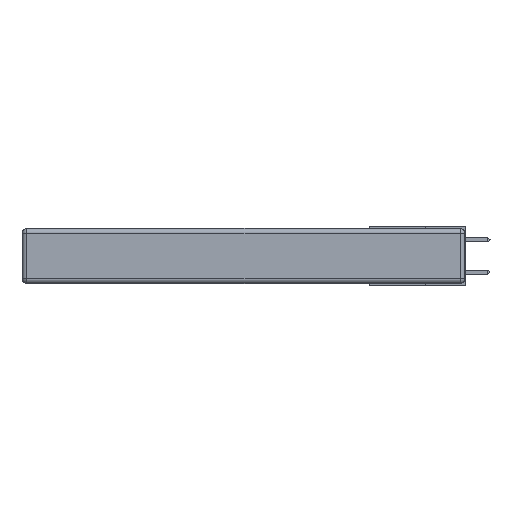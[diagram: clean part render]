
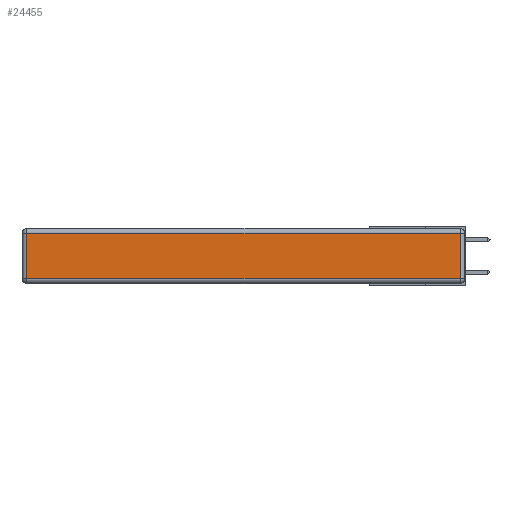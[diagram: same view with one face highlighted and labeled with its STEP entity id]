
A CAD part, left-side view. The second image highlights one B-rep face of the part: STEP entity #24455.
In plain terms, the highlighted planar face has unit normal (-1, 0, 0).
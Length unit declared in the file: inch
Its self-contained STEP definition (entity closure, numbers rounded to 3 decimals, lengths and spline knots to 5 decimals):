
#2333 = DIRECTION ( 'NONE',  ( 0., 0., 1. ) ) ;
#4116 = DIRECTION ( 'NONE',  ( 0., -1., 0. ) ) ;
#4741 = CARTESIAN_POINT ( 'NONE',  ( 0., 2.72, -0.03 ) ) ;
#6102 = LINE ( 'NONE', #6161, #7871 ) ;
#6161 = CARTESIAN_POINT ( 'NONE',  ( 0., 2.75, -0.03 ) ) ;
#7133 = CARTESIAN_POINT ( 'NONE',  ( 0., 0.03, -0.313 ) ) ;
#7163 = CARTESIAN_POINT ( 'NONE',  ( 0., 0.03, -0.03 ) ) ;
#7281 = CARTESIAN_POINT ( 'NONE',  ( 0., 2.72, -0.343 ) ) ;
#7632 = ORIENTED_EDGE ( 'NONE', *, *, #19865, .T. ) ;
#7871 = VECTOR ( 'NONE', #17585, 39.37008 ) ;
#12304 = VECTOR ( 'NONE', #2333, 39.37008 ) ;
#14299 = DIRECTION ( 'NONE',  ( 0., 0., 1. ) ) ;
#14414 = CARTESIAN_POINT ( 'NONE',  ( 0., 0., -0.343 ) ) ;
#14528 = PLANE ( 'NONE',  #28856 ) ;
#15882 = EDGE_LOOP ( 'NONE', ( #7632, #19766, #24971, #22311 ) ) ;
#16628 = VECTOR ( 'NONE', #32240, 39.37008 ) ;
#17585 = DIRECTION ( 'NONE',  ( 0., 1., 0. ) ) ;
#18521 = EDGE_CURVE ( 'NONE', #24554, #33182, #19732, .T. ) ;
#18700 = EDGE_CURVE ( 'NONE', #32391, #24819, #24509, .T. ) ;
#19732 = LINE ( 'NONE', #21681, #12304 ) ;
#19766 = ORIENTED_EDGE ( 'NONE', *, *, #18521, .T. ) ;
#19865 = EDGE_CURVE ( 'NONE', #24819, #24554, #27885, .T. ) ;
#21681 = CARTESIAN_POINT ( 'NONE',  ( 0., 0.03, -0.343 ) ) ;
#22311 = ORIENTED_EDGE ( 'NONE', *, *, #18700, .T. ) ;
#24455 = ADVANCED_FACE ( 'NONE', ( #33118 ), #14528, .T. ) ;
#24509 = LINE ( 'NONE', #7281, #16628 ) ;
#24554 = VERTEX_POINT ( 'NONE', #7133 ) ;
#24819 = VERTEX_POINT ( 'NONE', #24852 ) ;
#24852 = CARTESIAN_POINT ( 'NONE',  ( 0., 2.72, -0.313 ) ) ;
#24971 = ORIENTED_EDGE ( 'NONE', *, *, #33502, .T. ) ;
#27477 = VECTOR ( 'NONE', #4116, 39.37008 ) ;
#27885 = LINE ( 'NONE', #31875, #27477 ) ;
#28856 = AXIS2_PLACEMENT_3D ( 'NONE', #14414, #31018, #14299 ) ;
#31018 = DIRECTION ( 'NONE',  ( -1., 0., 0. ) ) ;
#31875 = CARTESIAN_POINT ( 'NONE',  ( 0., 0., -0.313 ) ) ;
#32240 = DIRECTION ( 'NONE',  ( 0., 0., -1. ) ) ;
#32391 = VERTEX_POINT ( 'NONE', #4741 ) ;
#33118 = FACE_OUTER_BOUND ( 'NONE', #15882, .T. ) ;
#33182 = VERTEX_POINT ( 'NONE', #7163 ) ;
#33502 = EDGE_CURVE ( 'NONE', #33182, #32391, #6102, .T. ) ;
